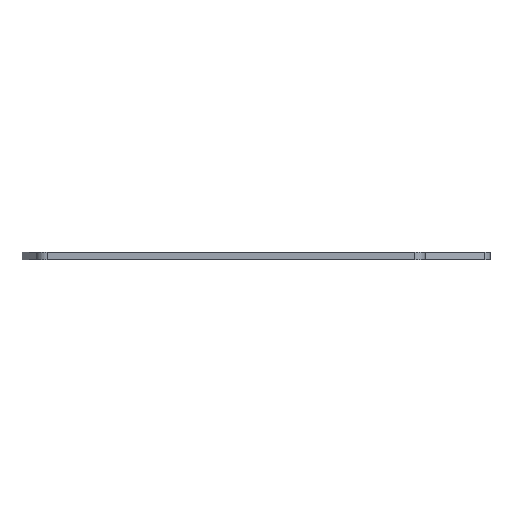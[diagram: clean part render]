
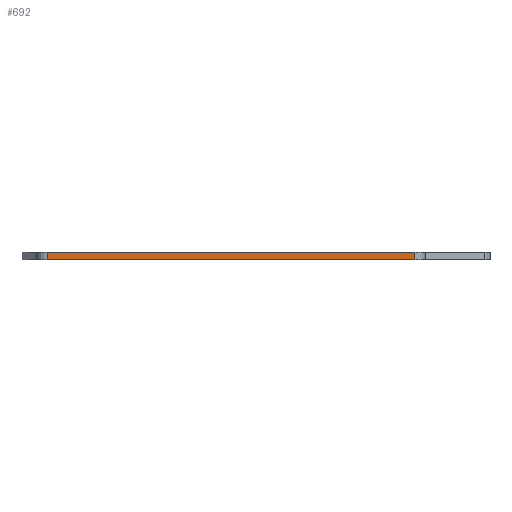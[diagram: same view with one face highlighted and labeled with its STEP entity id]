
A CAD part, left-side view. The second image highlights one B-rep face of the part: STEP entity #692.
In plain terms, the highlighted planar face has unit normal (-1, 0, 0).
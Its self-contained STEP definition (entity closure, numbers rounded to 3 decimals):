
#27=PLANE('',#760);
#60=FACE_OUTER_BOUND('',#96,.T.);
#96=EDGE_LOOP('',(#591,#592,#593,#594));
#140=LINE('',#1055,#221);
#164=LINE('',#1115,#245);
#183=LINE('',#1157,#264);
#184=LINE('',#1159,#265);
#221=VECTOR('',#833,10.);
#245=VECTOR('',#883,10.);
#264=VECTOR('',#922,10.);
#265=VECTOR('',#925,10.);
#324=VERTEX_POINT('',#1052);
#325=VERTEX_POINT('',#1054);
#347=VERTEX_POINT('',#1112);
#348=VERTEX_POINT('',#1114);
#396=EDGE_CURVE('',#324,#325,#140,.T.);
#427=EDGE_CURVE('',#348,#347,#164,.T.);
#451=EDGE_CURVE('',#348,#324,#183,.T.);
#452=EDGE_CURVE('',#325,#347,#184,.T.);
#591=ORIENTED_EDGE('',*,*,#451,.F.);
#592=ORIENTED_EDGE('',*,*,#427,.T.);
#593=ORIENTED_EDGE('',*,*,#452,.F.);
#594=ORIENTED_EDGE('',*,*,#396,.F.);
#692=ADVANCED_FACE('',(#60),#27,.T.);
#760=AXIS2_PLACEMENT_3D('',#1158,#923,#924);
#833=DIRECTION('',(0.,-1.,0.));
#883=DIRECTION('',(0.,-1.,0.));
#922=DIRECTION('',(0.,0.,1.));
#923=DIRECTION('center_axis',(-1.,0.,0.));
#924=DIRECTION('ref_axis',(0.,-1.,0.));
#925=DIRECTION('',(0.,0.,-1.));
#1052=CARTESIAN_POINT('',(38.039,-24.576,0.));
#1054=CARTESIAN_POINT('',(38.039,-127.403,0.));
#1055=CARTESIAN_POINT('',(38.039,-21.885,0.));
#1112=CARTESIAN_POINT('',(38.039,-127.403,-2.));
#1114=CARTESIAN_POINT('',(38.039,-24.576,-2.));
#1115=CARTESIAN_POINT('',(38.039,-21.885,-2.));
#1157=CARTESIAN_POINT('',(38.039,-24.576,-2.));
#1158=CARTESIAN_POINT('Origin',(38.039,-21.885,-2.));
#1159=CARTESIAN_POINT('',(38.039,-127.403,-2.));
